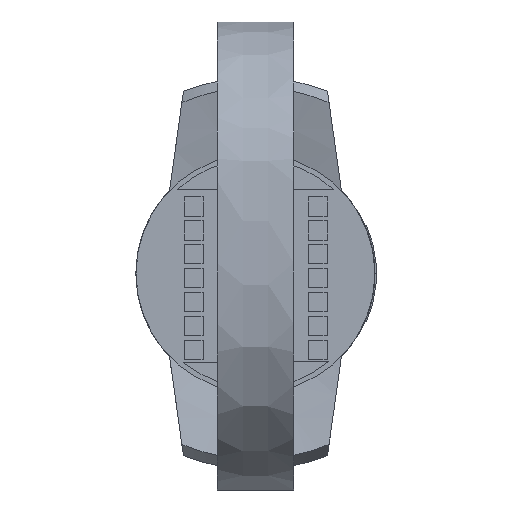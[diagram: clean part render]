
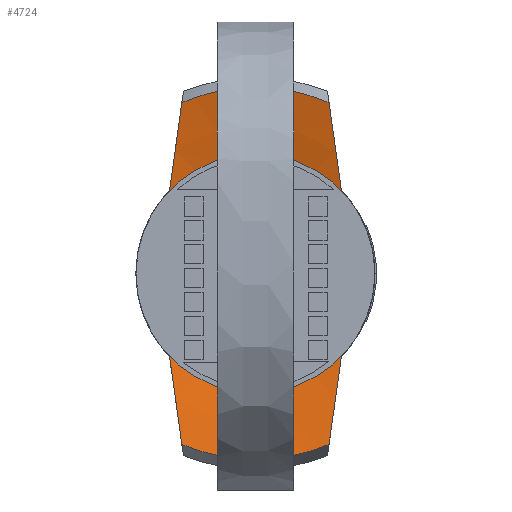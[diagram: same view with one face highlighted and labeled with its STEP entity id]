
A CAD part, top view. The second image highlights one B-rep face of the part: STEP entity #4724.
In plain terms, the highlighted conical face has half-angle 77 degrees and reference radius 79.998 mm.
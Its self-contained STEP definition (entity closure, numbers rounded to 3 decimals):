
#52=CONICAL_SURFACE('',#5175,79.998,1.344);
#64=(
BOUNDED_CURVE()
B_SPLINE_CURVE(2,(#9416,#9417,#9418),.UNSPECIFIED.,.F.,.F.)
B_SPLINE_CURVE_WITH_KNOTS((3,3),(0.009,3.69),
 .UNSPECIFIED.)
CURVE()
GEOMETRIC_REPRESENTATION_ITEM()
RATIONAL_B_SPLINE_CURVE((1.,1.026,1.))
REPRESENTATION_ITEM('')
);
#65=(
BOUNDED_CURVE()
B_SPLINE_CURVE(2,(#9422,#9423,#9424),.UNSPECIFIED.,.F.,.F.)
B_SPLINE_CURVE_WITH_KNOTS((3,3),(0.,4.696),.UNSPECIFIED.)
CURVE()
GEOMETRIC_REPRESENTATION_ITEM()
RATIONAL_B_SPLINE_CURVE((1.,1.045,1.))
REPRESENTATION_ITEM('')
);
#66=(
BOUNDED_CURVE()
B_SPLINE_CURVE(2,(#9428,#9429,#9430),.UNSPECIFIED.,.F.,.F.)
B_SPLINE_CURVE_WITH_KNOTS((3,3),(0.014,4.71),
 .UNSPECIFIED.)
CURVE()
GEOMETRIC_REPRESENTATION_ITEM()
RATIONAL_B_SPLINE_CURVE((1.,1.045,1.))
REPRESENTATION_ITEM('')
);
#67=(
BOUNDED_CURVE()
B_SPLINE_CURVE(2,(#9434,#9435,#9436),.UNSPECIFIED.,.F.,.F.)
B_SPLINE_CURVE_WITH_KNOTS((3,3),(0.,3.681),.UNSPECIFIED.)
CURVE()
GEOMETRIC_REPRESENTATION_ITEM()
RATIONAL_B_SPLINE_CURVE((1.,1.026,1.))
REPRESENTATION_ITEM('')
);
#68=(
BOUNDED_CURVE()
B_SPLINE_CURVE(2,(#9440,#9441,#9442),.UNSPECIFIED.,.F.,.F.)
B_SPLINE_CURVE_WITH_KNOTS((3,3),(0.009,3.69),
 .UNSPECIFIED.)
CURVE()
GEOMETRIC_REPRESENTATION_ITEM()
RATIONAL_B_SPLINE_CURVE((1.,1.026,1.))
REPRESENTATION_ITEM('')
);
#69=(
BOUNDED_CURVE()
B_SPLINE_CURVE(2,(#9446,#9447,#9448),.UNSPECIFIED.,.F.,.F.)
B_SPLINE_CURVE_WITH_KNOTS((3,3),(0.,4.696),.UNSPECIFIED.)
CURVE()
GEOMETRIC_REPRESENTATION_ITEM()
RATIONAL_B_SPLINE_CURVE((1.,1.045,1.))
REPRESENTATION_ITEM('')
);
#70=(
BOUNDED_CURVE()
B_SPLINE_CURVE(2,(#9457,#9458,#9459),.UNSPECIFIED.,.F.,.F.)
B_SPLINE_CURVE_WITH_KNOTS((3,3),(0.014,4.71),
 .UNSPECIFIED.)
CURVE()
GEOMETRIC_REPRESENTATION_ITEM()
RATIONAL_B_SPLINE_CURVE((1.,1.045,1.))
REPRESENTATION_ITEM('')
);
#71=(
BOUNDED_CURVE()
B_SPLINE_CURVE(2,(#9463,#9464,#9465),.UNSPECIFIED.,.F.,.F.)
B_SPLINE_CURVE_WITH_KNOTS((3,3),(0.,3.681),.UNSPECIFIED.)
CURVE()
GEOMETRIC_REPRESENTATION_ITEM()
RATIONAL_B_SPLINE_CURVE((1.,1.026,1.))
REPRESENTATION_ITEM('')
);
#687=FACE_OUTER_BOUND('',#1004,.T.);
#1004=EDGE_LOOP('',(#4264,#4265,#4266,#4267,#4268,#4269,#4270,#4271,#4272,
#4273,#4274,#4275,#4276,#4277,#4278,#4279,#4280,#4281,#4282,#4283));
#1514=LINE('',#9452,#2019);
#2019=VECTOR('',#6307,79.998);
#2103=CIRCLE('',#5176,97.401);
#2104=CIRCLE('',#5177,62.662);
#2105=CIRCLE('',#5178,97.401);
#2106=CIRCLE('',#5179,62.662);
#2107=CIRCLE('',#5180,97.401);
#2108=CIRCLE('',#5181,62.662);
#2109=CIRCLE('',#5182,62.595);
#2110=CIRCLE('',#5183,62.662);
#2111=CIRCLE('',#5184,97.401);
#2112=CIRCLE('',#5185,62.662);
#2493=VERTEX_POINT('',#9414);
#2494=VERTEX_POINT('',#9415);
#2495=VERTEX_POINT('',#9419);
#2496=VERTEX_POINT('',#9421);
#2497=VERTEX_POINT('',#9425);
#2498=VERTEX_POINT('',#9427);
#2499=VERTEX_POINT('',#9431);
#2500=VERTEX_POINT('',#9433);
#2501=VERTEX_POINT('',#9437);
#2502=VERTEX_POINT('',#9439);
#2503=VERTEX_POINT('',#9443);
#2504=VERTEX_POINT('',#9445);
#2505=VERTEX_POINT('',#9449);
#2506=VERTEX_POINT('',#9451);
#2507=VERTEX_POINT('',#9454);
#2508=VERTEX_POINT('',#9456);
#2509=VERTEX_POINT('',#9460);
#2510=VERTEX_POINT('',#9462);
#3092=EDGE_CURVE('',#2493,#2494,#64,.T.);
#3093=EDGE_CURVE('',#2494,#2495,#2103,.T.);
#3094=EDGE_CURVE('',#2495,#2496,#65,.T.);
#3095=EDGE_CURVE('',#2496,#2497,#2104,.T.);
#3096=EDGE_CURVE('',#2497,#2498,#66,.T.);
#3097=EDGE_CURVE('',#2498,#2499,#2105,.T.);
#3098=EDGE_CURVE('',#2499,#2500,#67,.T.);
#3099=EDGE_CURVE('',#2500,#2501,#2106,.T.);
#3100=EDGE_CURVE('',#2501,#2502,#68,.T.);
#3101=EDGE_CURVE('',#2502,#2503,#2107,.T.);
#3102=EDGE_CURVE('',#2503,#2504,#69,.T.);
#3103=EDGE_CURVE('',#2504,#2505,#2108,.T.);
#3104=EDGE_CURVE('',#2505,#2506,#1514,.T.);
#3105=EDGE_CURVE('',#2506,#2506,#2109,.T.);
#3106=EDGE_CURVE('',#2505,#2507,#2110,.T.);
#3107=EDGE_CURVE('',#2507,#2508,#70,.T.);
#3108=EDGE_CURVE('',#2508,#2509,#2111,.T.);
#3109=EDGE_CURVE('',#2509,#2510,#71,.T.);
#3110=EDGE_CURVE('',#2510,#2493,#2112,.T.);
#4264=ORIENTED_EDGE('',*,*,#3092,.T.);
#4265=ORIENTED_EDGE('',*,*,#3093,.T.);
#4266=ORIENTED_EDGE('',*,*,#3094,.T.);
#4267=ORIENTED_EDGE('',*,*,#3095,.T.);
#4268=ORIENTED_EDGE('',*,*,#3096,.T.);
#4269=ORIENTED_EDGE('',*,*,#3097,.T.);
#4270=ORIENTED_EDGE('',*,*,#3098,.T.);
#4271=ORIENTED_EDGE('',*,*,#3099,.T.);
#4272=ORIENTED_EDGE('',*,*,#3100,.T.);
#4273=ORIENTED_EDGE('',*,*,#3101,.T.);
#4274=ORIENTED_EDGE('',*,*,#3102,.T.);
#4275=ORIENTED_EDGE('',*,*,#3103,.T.);
#4276=ORIENTED_EDGE('',*,*,#3104,.T.);
#4277=ORIENTED_EDGE('',*,*,#3105,.F.);
#4278=ORIENTED_EDGE('',*,*,#3104,.F.);
#4279=ORIENTED_EDGE('',*,*,#3106,.T.);
#4280=ORIENTED_EDGE('',*,*,#3107,.T.);
#4281=ORIENTED_EDGE('',*,*,#3108,.T.);
#4282=ORIENTED_EDGE('',*,*,#3109,.T.);
#4283=ORIENTED_EDGE('',*,*,#3110,.T.);
#4724=ADVANCED_FACE('',(#687),#52,.F.);
#5175=AXIS2_PLACEMENT_3D('',#9413,#6293,#6294);
#5176=AXIS2_PLACEMENT_3D('',#9420,#6295,#6296);
#5177=AXIS2_PLACEMENT_3D('',#9426,#6297,#6298);
#5178=AXIS2_PLACEMENT_3D('',#9432,#6299,#6300);
#5179=AXIS2_PLACEMENT_3D('',#9438,#6301,#6302);
#5180=AXIS2_PLACEMENT_3D('',#9444,#6303,#6304);
#5181=AXIS2_PLACEMENT_3D('',#9450,#6305,#6306);
#5182=AXIS2_PLACEMENT_3D('',#9453,#6308,#6309);
#5183=AXIS2_PLACEMENT_3D('',#9455,#6310,#6311);
#5184=AXIS2_PLACEMENT_3D('',#9461,#6312,#6313);
#5185=AXIS2_PLACEMENT_3D('',#9466,#6314,#6315);
#6293=DIRECTION('center_axis',(0.,0.,1.));
#6294=DIRECTION('ref_axis',(1.,0.,0.));
#6295=DIRECTION('center_axis',(0.,0.,1.));
#6296=DIRECTION('ref_axis',(1.,0.,0.));
#6297=DIRECTION('center_axis',(0.,0.,1.));
#6298=DIRECTION('ref_axis',(1.,0.,0.));
#6299=DIRECTION('center_axis',(0.,0.,1.));
#6300=DIRECTION('ref_axis',(1.,0.,0.));
#6301=DIRECTION('center_axis',(0.,0.,1.));
#6302=DIRECTION('ref_axis',(1.,0.,0.));
#6303=DIRECTION('center_axis',(0.,0.,1.));
#6304=DIRECTION('ref_axis',(1.,0.,0.));
#6305=DIRECTION('center_axis',(0.,0.,1.));
#6306=DIRECTION('ref_axis',(1.,0.,0.));
#6307=DIRECTION('',(0.974,0.,-0.225));
#6308=DIRECTION('center_axis',(0.,0.,1.));
#6309=DIRECTION('ref_axis',(1.,0.,0.));
#6310=DIRECTION('center_axis',(0.,0.,1.));
#6311=DIRECTION('ref_axis',(1.,0.,0.));
#6312=DIRECTION('center_axis',(0.,0.,1.));
#6313=DIRECTION('ref_axis',(1.,0.,0.));
#6314=DIRECTION('center_axis',(0.,0.,1.));
#6315=DIRECTION('ref_axis',(1.,0.,0.));
#9413=CARTESIAN_POINT('Origin',(-62.595,0.,4.018));
#9414=CARTESIAN_POINT('',(-42.595,-59.384,0.016));
#9415=CARTESIAN_POINT('',(-42.595,-95.326,8.036));
#9416=CARTESIAN_POINT('Ctrl Pts',(-42.595,-59.384,0.016));
#9417=CARTESIAN_POINT('Ctrl Pts',(-42.595,-73.455,3.094));
#9418=CARTESIAN_POINT('Ctrl Pts',(-42.595,-95.326,8.036));
#9419=CARTESIAN_POINT('',(-24.037,-89.444,8.036));
#9420=CARTESIAN_POINT('Origin',(-62.595,0.,8.036));
#9421=CARTESIAN_POINT('',(-17.595,-43.606,0.016));
#9422=CARTESIAN_POINT('Ctrl Pts',(-24.037,-89.444,8.036));
#9423=CARTESIAN_POINT('Ctrl Pts',(-20.117,-61.551,2.48));
#9424=CARTESIAN_POINT('Ctrl Pts',(-17.595,-43.606,0.016));
#9425=CARTESIAN_POINT('',(-17.595,43.606,0.016));
#9426=CARTESIAN_POINT('Origin',(-62.595,0.,0.016));
#9427=CARTESIAN_POINT('',(-24.037,89.444,8.036));
#9428=CARTESIAN_POINT('Ctrl Pts',(-17.595,43.606,0.016));
#9429=CARTESIAN_POINT('Ctrl Pts',(-20.117,61.551,2.48));
#9430=CARTESIAN_POINT('Ctrl Pts',(-24.037,89.444,8.036));
#9431=CARTESIAN_POINT('',(-42.595,95.326,8.036));
#9432=CARTESIAN_POINT('Origin',(-62.595,0.,8.036));
#9433=CARTESIAN_POINT('',(-42.595,59.384,0.016));
#9434=CARTESIAN_POINT('Ctrl Pts',(-42.595,95.326,8.036));
#9435=CARTESIAN_POINT('Ctrl Pts',(-42.595,73.455,3.094));
#9436=CARTESIAN_POINT('Ctrl Pts',(-42.595,59.384,0.016));
#9437=CARTESIAN_POINT('',(-82.595,59.384,0.016));
#9438=CARTESIAN_POINT('Origin',(-62.595,0.,0.016));
#9439=CARTESIAN_POINT('',(-82.595,95.326,8.036));
#9440=CARTESIAN_POINT('Ctrl Pts',(-82.595,59.384,0.016));
#9441=CARTESIAN_POINT('Ctrl Pts',(-82.595,73.455,3.094));
#9442=CARTESIAN_POINT('Ctrl Pts',(-82.595,95.326,8.036));
#9443=CARTESIAN_POINT('',(-101.152,89.444,8.036));
#9444=CARTESIAN_POINT('Origin',(-62.595,0.,8.036));
#9445=CARTESIAN_POINT('',(-107.595,43.606,0.016));
#9446=CARTESIAN_POINT('Ctrl Pts',(-101.152,89.444,8.036));
#9447=CARTESIAN_POINT('Ctrl Pts',(-105.073,61.551,2.48));
#9448=CARTESIAN_POINT('Ctrl Pts',(-107.595,43.606,0.016));
#9449=CARTESIAN_POINT('',(-125.256,0.,0.016));
#9450=CARTESIAN_POINT('Origin',(-62.595,0.,0.016));
#9451=CARTESIAN_POINT('',(-125.189,0.,0.));
#9452=CARTESIAN_POINT('',(-142.593,0.,4.018));
#9453=CARTESIAN_POINT('Origin',(-62.595,0.,0.));
#9454=CARTESIAN_POINT('',(-107.595,-43.606,0.016));
#9455=CARTESIAN_POINT('Origin',(-62.595,0.,0.016));
#9456=CARTESIAN_POINT('',(-101.152,-89.444,8.036));
#9457=CARTESIAN_POINT('Ctrl Pts',(-107.595,-43.606,0.016));
#9458=CARTESIAN_POINT('Ctrl Pts',(-105.073,-61.551,2.48));
#9459=CARTESIAN_POINT('Ctrl Pts',(-101.152,-89.444,8.036));
#9460=CARTESIAN_POINT('',(-82.595,-95.326,8.036));
#9461=CARTESIAN_POINT('Origin',(-62.595,0.,8.036));
#9462=CARTESIAN_POINT('',(-82.595,-59.384,0.016));
#9463=CARTESIAN_POINT('Ctrl Pts',(-82.595,-95.326,8.036));
#9464=CARTESIAN_POINT('Ctrl Pts',(-82.595,-73.455,3.094));
#9465=CARTESIAN_POINT('Ctrl Pts',(-82.595,-59.384,0.016));
#9466=CARTESIAN_POINT('Origin',(-62.595,0.,0.016));
